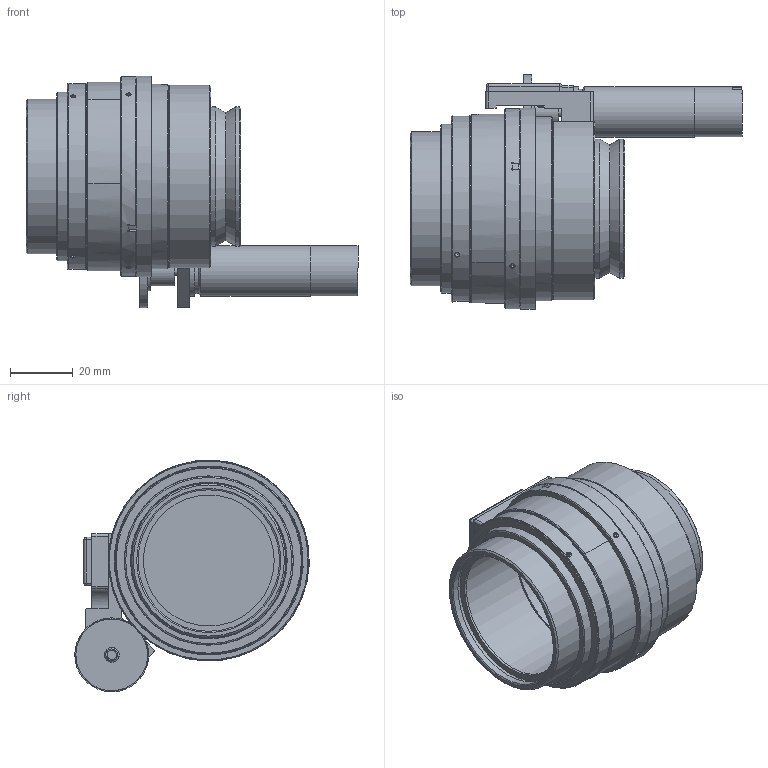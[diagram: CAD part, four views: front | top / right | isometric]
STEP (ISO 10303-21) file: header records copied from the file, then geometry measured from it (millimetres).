
FILE_DESCRIPTION(/* description */ (''),/* implementation_level */ '2;1');
FILE_NAME(/* name */ '81205M3_0.stp',/* time_stamp */ '2019-01-02T11:15:59-05:00',/* author */ ('BONAFEDE'),/* organization */ ('NAVITAR'),/* preprocessor_version */ 'ST-DEVELOPER v17',/* originating_system */ 'Autodesk Inventor 2019',/* authorisation */ '');
FILE_SCHEMA (('AUTOMOTIVE_DESIGN { 1 0 10303 214 3 1 1 }'));
Length unit declared in the file: inch
Products named in the file (1): Part16
Bounding box: 106.01 x 74.89 x 74.06 mm (x, y, z)
Volume: 76874.6 mm3; surface area: 67003.6 mm2
Topology: 3 solids, 20 shells, 866 faces, 2300 edges, 1552 vertices
Faces by surface type: plane 522, cylinder 188, bspline 78, cone 70, sphere 7, torus 1
Full cylindrical faces by diameter (mm): 0.35 x5, 1.146 x3, 1.219 x2, 1.702 x15, 1.854 x4, 1.93 x4, 2 x2, 2.184 x3, 2.375 x1, 2.438 x2, 2.464 x2, 2.489 x2, 2.845 x1, 2.997 x1, 3 x3, 3.404 x2, 3.556 x3, 3.785 x1, 3.8 x2, 4.267 x2, 4.75 x1, 4.757 x1, 6.985 x1, 7.01 x1, 9.525 x1, 11.1 x1, 12.7 x1, 14.478 x1, 16.002 x1, 16.129 x2
Entity records: 29764 total; most frequent: CARTESIAN_POINT 7112, ORIENTED_EDGE 4590, DIRECTION 4264, EDGE_CURVE 2298, VERTEX_POINT 1552, LINE 1426, VECTOR 1426, AXIS2_PLACEMENT_3D 1419
